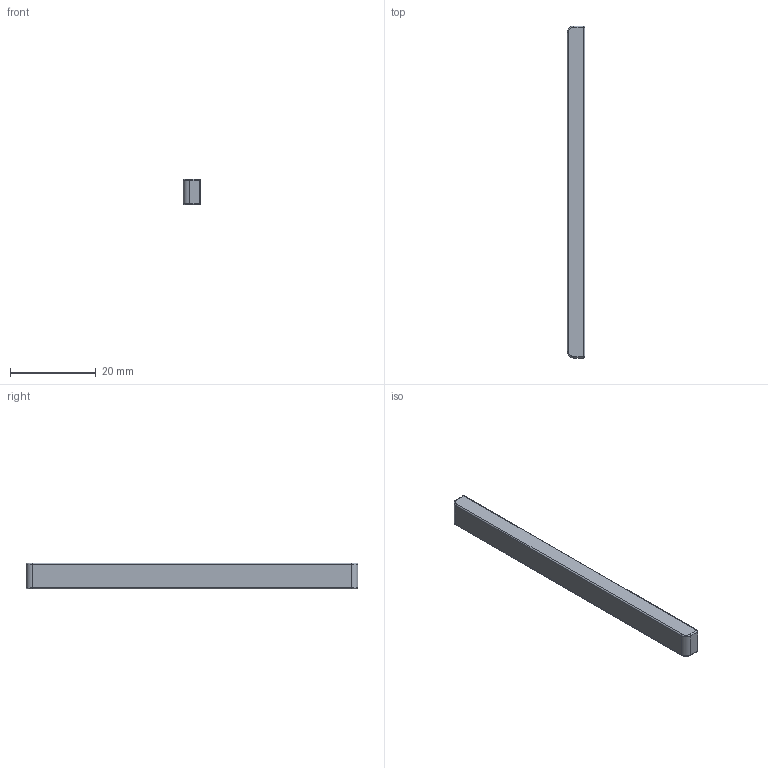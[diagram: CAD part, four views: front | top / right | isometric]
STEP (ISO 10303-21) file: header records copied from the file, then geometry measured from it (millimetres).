
FILE_DESCRIPTION(/* description */ ('KiCad electronic assembly'),/* implementation_level */ '2;1');
FILE_NAME(/* name */ 'rhyn47_sidebar_mini.step',/* time_stamp */ '2025-06-14T17:57:34+09:00',/* author */ (''),/* organization */ (''),/* preprocessor_version */ 'ST-DEVELOPER v20.1',/* originating_system */ 'Autodesk Translation Framework v14.10.0.0',/* authorisation */ '');
FILE_SCHEMA (('AUTOMOTIVE_DESIGN { 1 0 10303 214 3 1 1 }'));
Length unit declared in the file: millimetre
Products named in the file (1): rhyn-oc47-top_plate_3dcase 1
Bounding box: 4.1 x 77.3 x 6 mm (x, y, z)
Volume: 1758.1 mm3; surface area: 1697.8 mm2
Topology: 1 solids, 1 shells, 36 faces, 76 edges, 44 vertices
Faces by surface type: plane 16, cylinder 12, torus 4, sphere 4
Entity records: 970 total; most frequent: DIRECTION 178, CARTESIAN_POINT 157, ORIENTED_EDGE 152, EDGE_CURVE 76, AXIS2_PLACEMENT_3D 65, LINE 48, VECTOR 48, VERTEX_POINT 44
